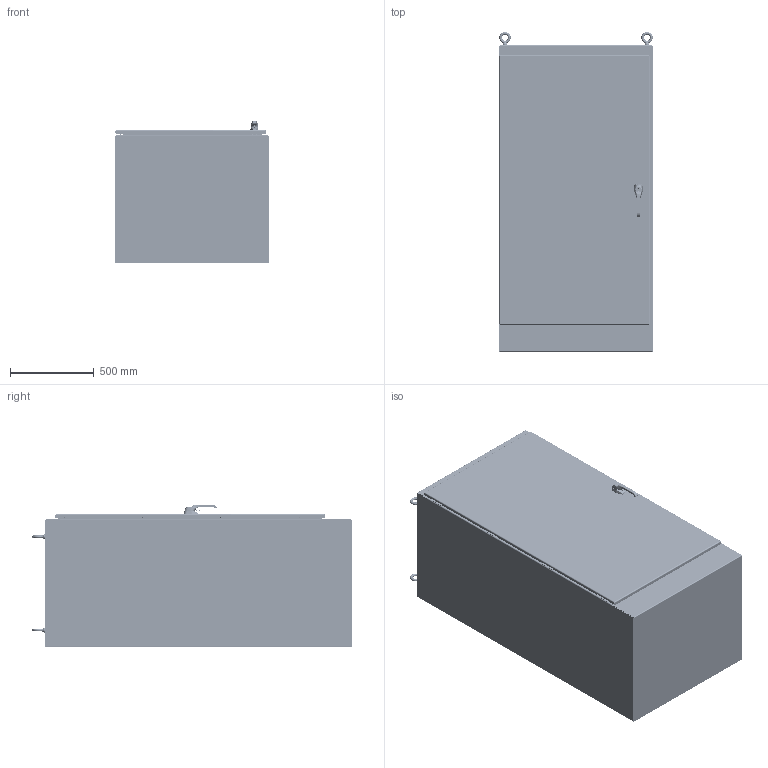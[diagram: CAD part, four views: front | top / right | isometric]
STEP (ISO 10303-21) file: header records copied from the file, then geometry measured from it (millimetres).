
FILE_DESCRIPTION(/* description */ ('ENCL,NEMA4,IP66,FS,1D,REMOVABLE HINGE,72X36X30'),/* implementation_level */ '2;1');
FILE_NAME(/* name */ 'WRD723630FS4.stp',/* time_stamp */ '2021-03-22T15:53:33-05:00',/* author */ ('KA'),/* organization */ (''),/* preprocessor_version */ 'ST-DEVELOPER v18.1',/* originating_system */ 'Autodesk Inventor 2020',/* authorisation */ '');
FILE_SCHEMA (('AUTOMOTIVE_DESIGN { 1 0 10303 214 3 1 1 }'));
Products named in the file (44): WRD723630FS4; WRD723630FS4BLR; WRD3630FS4TOP; WRD3630FS4BTM; WRD7236FS4DR; 3064; FUN00132_28.75"; 32450; LARGE_DOOR_ROD_ASSM-37029; HFW31712; 1091-903_AF0; 1091-903_AF0_1; 1091-903_AF0_2; PLASTIC-ROLLER-CAM_AF0_ASM; PLASTIC-ROLLER-CAM_AF1; 7379-M6-8X25_AF0; LOCK-NUT_AF0; SUPPORT-ROLL_AF0; 1091-BR11_AF0; 37029; ANSI B18.6.3 - 3/8-16 UNC - 1.75; HFW3762; 31215; 3862; WRD7236FS4FIP; HFW328202; HFW328201HR; HFW328201KN; HFW328201PIN; HFW328201POMCLIP; HFW372218; HFW390108; 349132; HFW3025; 316298; 38846; HFW312002; CP10184202R01_Standard; CP10184202R01_Deep Recess; CP10184202R03 MODIFY ...
Assembly tree (99 placements, depth 5):
  WRD723630FS4
    WRD723630FS4BLR
    WRD3630FS4TOP
    WRD3630FS4BTM
    WRD7236FS4DR
    3064  x2
    38846  x4
    FUN00132_28.75"  x7
    32450
    LARGE_DOOR_ROD_ASSM-37029
      HFW31712
        1091-903_AF0
          1091-903_AF0_1
          1091-903_AF0_2
        PLASTIC-ROLLER-CAM_AF0_ASM
          PLASTIC-ROLLER-CAM_AF1
          7379-M6-8X25_AF0
          LOCK-NUT_AF0
        SUPPORT-ROLL_AF0
        1091-BR11_AF0
      37029  x2
      ANSI B18.6.3 - 3/8-16 UNC - 1.75  x2
      HFW3762  x4
      31215  x2
      3862  x2
    WRD7236FS4FIP
    HFW328202  x4
    HFW328201HR  x4
    HFW328201KN  x4
    HFW328201PIN  x4
    HFW328201POMCLIP  x4
    HFW372218  x8
    HFW390108  x8
    349132  x4
    HFW3025  x4
    316298  x4
    HFW312002  x2
      CP10184202R01_Standard
        CP10184202R01_Deep Recess
        CP10184202R03 MODIFY
      CP10184202R02
      CP10184202R04
        _22030_0932_Spring_Plunger__1_b_2
        _22030_0932_Spring_Plunger__1_a_4
Bounding box: 917.63 x 1911.27 x 853.84 mm (x, y, z)
Volume: 23876996.2 mm3; surface area: 17965846 mm2
Topology: 95 solids, 1576 shells, 4393 faces, 14464 edges, 11740 vertices
Faces by surface type: plane 1601, cylinder 1467, bspline 498, torus 358, cone 341, sphere 128
Full cylindrical faces by diameter (mm): 1.5 x2, 3.5 x2, 3.9 x1, 4.2 x2, 4.5 x2, 4.632 x88, 4.773 x2, 4.953 x8, 5 x5, 5.08 x8, 5.16 x20, 6 x3, 6.128 x2, 6.172 x2, 6.35 x116, 6.41 x2, 6.535 x16, 6.756 x8, 7.112 x3, 7.144 x2, 7.48 x8, 7.938 x2, 8 x1, 8.153 x2, 8.2 x1, 8.56 x4, 8.7 x2, 9.525 x2, 10 x2, 10.16 x4
Entity records: 193261 total; most frequent: CARTESIAN_POINT 105433, DIRECTION 16279, ORIENTED_EDGE 12722, EDGE_CURVE 9733, VERTEX_POINT 8650, AXIS2_PLACEMENT_3D 6000, LINE 4279, VECTOR 4279
